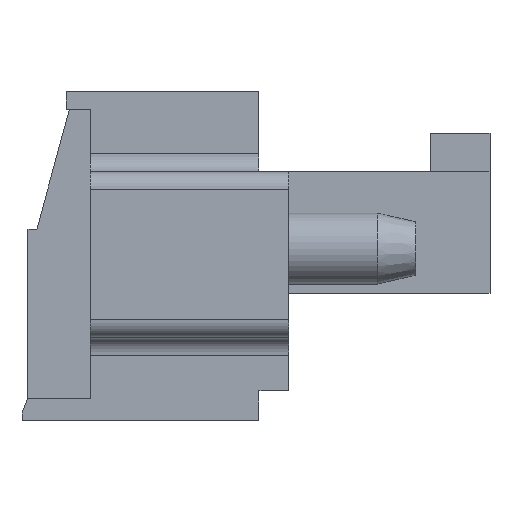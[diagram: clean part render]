
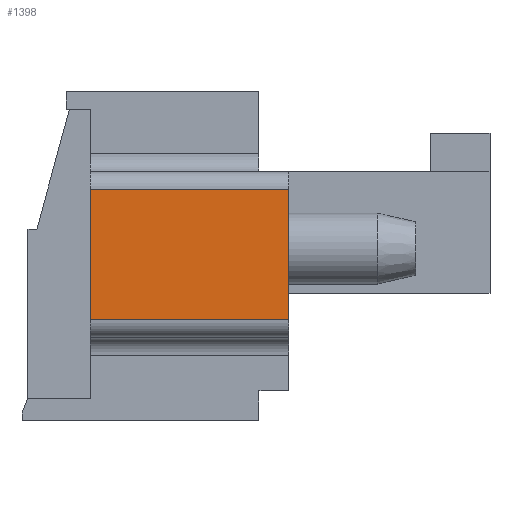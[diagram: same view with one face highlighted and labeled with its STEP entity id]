
A CAD part, left-side view. The second image highlights one B-rep face of the part: STEP entity #1398.
In plain terms, the highlighted planar face has unit normal (-1, 0, 0).
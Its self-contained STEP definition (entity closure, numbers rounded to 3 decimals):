
#1398 = ADVANCED_FACE( '', ( #2791 ), #2792, .F. );
#2791 = FACE_OUTER_BOUND( '', #4173, .T. );
#2792 = PLANE( '', #4174 );
#4173 = EDGE_LOOP( '', ( #7780, #7781, #7782, #7783 ) );
#4174 = AXIS2_PLACEMENT_3D( '', #7784, #7785, #7786 );
#7780 = ORIENTED_EDGE( '', *, *, #8955, .F. );
#7781 = ORIENTED_EDGE( '', *, *, #9504, .T. );
#7782 = ORIENTED_EDGE( '', *, *, #9096, .F. );
#7783 = ORIENTED_EDGE( '', *, *, #9500, .T. );
#7784 = CARTESIAN_POINT( '', ( -12.2, 0., 0. ) );
#7785 = DIRECTION( '', ( 1., 0., 0. ) );
#7786 = DIRECTION( '', ( 0., 0., -1. ) );
#8955 = EDGE_CURVE( '', #10982, #10984, #10985, .T. );
#9096 = EDGE_CURVE( '', #11192, #11193, #11194, .T. );
#9500 = EDGE_CURVE( '', #11192, #10984, #11740, .F. );
#9504 = EDGE_CURVE( '', #10982, #11193, #11744, .F. );
#10982 = VERTEX_POINT( '', #13791 );
#10984 = VERTEX_POINT( '', #13793 );
#10985 = LINE( '', #13794, #13795 );
#11192 = VERTEX_POINT( '', #14090 );
#11193 = VERTEX_POINT( '', #14091 );
#11194 = LINE( '', #14092, #14093 );
#11740 = LINE( '', #14903, #14904 );
#11744 = LINE( '', #14909, #14910 );
#13791 = CARTESIAN_POINT( '', ( -12.2, -5., 2.175 ) );
#13793 = CARTESIAN_POINT( '', ( -12.2, -5., -2.225 ) );
#13794 = CARTESIAN_POINT( '', ( -12.2, -5., 2.775 ) );
#13795 = VECTOR( '', #15991, 1000. );
#14090 = CARTESIAN_POINT( '', ( -12.2, 1.7, -2.225 ) );
#14091 = CARTESIAN_POINT( '', ( -12.2, 1.7, 2.175 ) );
#14092 = CARTESIAN_POINT( '', ( -12.2, 1.7, -2.825 ) );
#14093 = VECTOR( '', #16134, 1000. );
#14903 = CARTESIAN_POINT( '', ( -12.2, -5., -2.225 ) );
#14904 = VECTOR( '', #16482, 1000. );
#14909 = CARTESIAN_POINT( '', ( -12.2, 1.7, 2.175 ) );
#14910 = VECTOR( '', #16484, 1000. );
#15991 = DIRECTION( '', ( 0., 0., -1. ) );
#16134 = DIRECTION( '', ( 0., 0., 1. ) );
#16482 = DIRECTION( '', ( 0., 1., 0. ) );
#16484 = DIRECTION( '', ( 0., -1., 0. ) );
